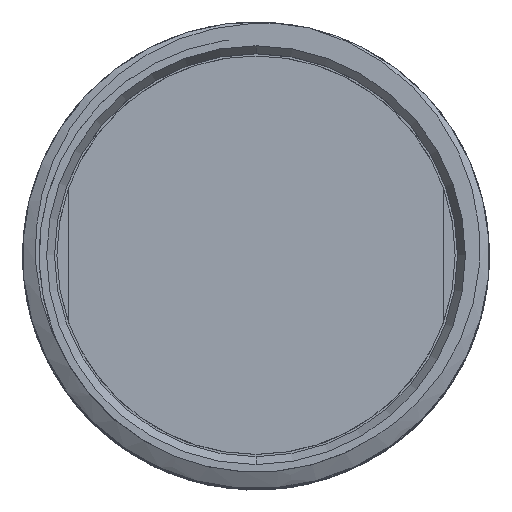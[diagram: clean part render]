
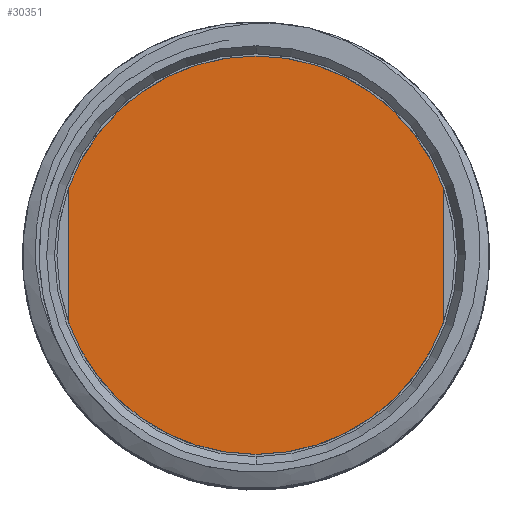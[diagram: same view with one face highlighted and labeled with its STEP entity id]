
A CAD part, top view. The second image highlights one B-rep face of the part: STEP entity #30351.
In plain terms, the highlighted planar face has unit normal (0, 0, 1).
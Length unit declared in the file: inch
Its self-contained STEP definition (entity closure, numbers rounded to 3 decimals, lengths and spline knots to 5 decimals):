
#17124=CARTESIAN_POINT('',(0.,0.,0.));
#17125=DIRECTION('',(0.,0.,1.));
#17126=DIRECTION('',(-0.942,-0.335,0.));
#17127=AXIS2_PLACEMENT_3D('',#17124,#17125,#17126);
#17129=CARTESIAN_POINT('',(0.,0.,0.));
#17130=DIRECTION('',(0.,0.,1.));
#17131=DIRECTION('',(0.,1.,0.));
#17132=AXIS2_PLACEMENT_3D('',#17129,#17130,#17131);
#17151=DIRECTION('',(0.,-1.,0.));
#17152=VECTOR('',#17151,0.20279);
#17153=CARTESIAN_POINT('',(0.285,0.1014,0.));
#17154=LINE('',#17153,#17152);
#17155=DIRECTION('',(0.,1.,0.));
#17156=VECTOR('',#17155,0.20279);
#17157=CARTESIAN_POINT('',(-0.285,-0.1014,0.));
#17158=LINE('',#17157,#17156);
#17167=CARTESIAN_POINT('',(0.,0.,0.));
#17168=DIRECTION('',(0.,0.,-1.));
#17169=DIRECTION('',(0.,1.,0.));
#17170=AXIS2_PLACEMENT_3D('',#17167,#17168,#17169);
#17180=CARTESIAN_POINT('',(0.,0.,0.));
#17181=DIRECTION('',(0.,0.,-1.));
#17182=DIRECTION('',(0.942,-0.335,0.));
#17183=AXIS2_PLACEMENT_3D('',#17180,#17181,#17182);
#18491=CARTESIAN_POINT('',(0.,0.3025,0.));
#18493=VERTEX_POINT('',#18491);
#18495=CARTESIAN_POINT('',(0.,-0.3025,0.));
#18497=VERTEX_POINT('',#18495);
#18527=CARTESIAN_POINT('',(0.285,0.1014,0.));
#18528=CARTESIAN_POINT('',(0.285,-0.1014,0.));
#18529=VERTEX_POINT('',#18527);
#18530=VERTEX_POINT('',#18528);
#18531=CARTESIAN_POINT('',(-0.285,-0.1014,0.));
#18532=CARTESIAN_POINT('',(-0.285,0.1014,0.));
#18533=VERTEX_POINT('',#18531);
#18534=VERTEX_POINT('',#18532);
#30335=CARTESIAN_POINT('',(0.,0.,0.));
#30336=DIRECTION('',(0.,0.,1.));
#30337=DIRECTION('',(0.,-1.,0.));
#30338=AXIS2_PLACEMENT_3D('',#30335,#30336,#30337);
#30339=PLANE('',#30338);
#30341=ORIENTED_EDGE('',*,*,#30340,.T.);
#30343=ORIENTED_EDGE('',*,*,#30342,.T.);
#30344=ORIENTED_EDGE('',*,*,#30297,.F.);
#30345=ORIENTED_EDGE('',*,*,#30327,.T.);
#30346=ORIENTED_EDGE('',*,*,#30304,.F.);
#30348=ORIENTED_EDGE('',*,*,#30347,.T.);
#30349=EDGE_LOOP('',(#30341,#30343,#30344,#30345,#30346,#30348));
#30350=FACE_OUTER_BOUND('',#30349,.F.);
#30351=ADVANCED_FACE('',(#30350),#30339,.T.);
#17128=CIRCLE('',#17127,0.3025);
#17133=CIRCLE('',#17132,0.3025);
#17171=CIRCLE('',#17170,0.3025);
#17184=CIRCLE('',#17183,0.3025);
#30297=EDGE_CURVE('',#18533,#18497,#17128,.T.);
#30304=EDGE_CURVE('',#18493,#18534,#17133,.T.);
#30327=EDGE_CURVE('',#18533,#18534,#17158,.T.);
#30340=EDGE_CURVE('',#18529,#18530,#17154,.T.);
#30342=EDGE_CURVE('',#18530,#18497,#17184,.T.);
#30347=EDGE_CURVE('',#18493,#18529,#17171,.T.);
